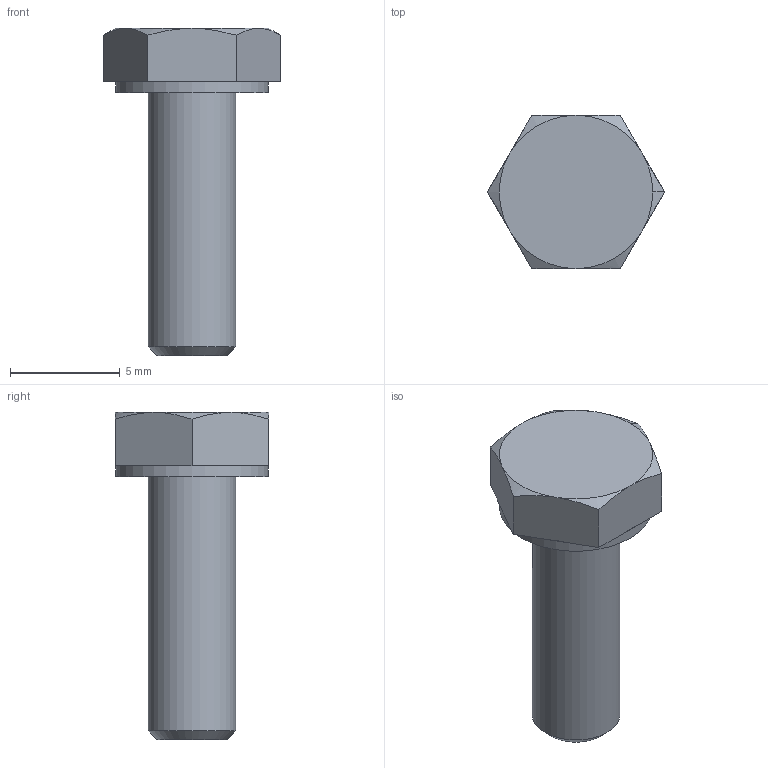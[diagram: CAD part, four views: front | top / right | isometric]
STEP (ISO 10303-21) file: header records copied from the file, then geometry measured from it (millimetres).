
FILE_DESCRIPTION(('FreeCAD Model'),'2;1');
FILE_NAME( 'hexagonal_head_bolt_M4x12.step', '2020-02-19T20:30:06',('Author'),(''), 'Open CASCADE STEP processor 7.3','FreeCAD','Unknown');
FILE_SCHEMA(('AUTOMOTIVE_DESIGN { 1 0 10303 214 1 1 1 1 }'));
Length unit declared in the file: millimetre
Products named in the file (1): VITE_TESTA_ESAGONALE
Bounding box: 8.08 x 7 x 14.93 mm (x, y, z)
Volume: 271.7 mm3; surface area: 300.3 mm2
Topology: 1 solids, 1 shells, 20 faces, 46 edges, 30 vertices
Faces by surface type: plane 10, cone 8, cylinder 2
Full cylindrical faces by diameter (mm): 4 x1, 6.98 x1
Entity records: 1376 total; most frequent: CARTESIAN_POINT 321, DIRECTION 168, ORIENTED_EDGE 92, PCURVE 92, DEFINITIONAL_REPRESENTATION 92, LINE 67, VECTOR 67, EDGE_CURVE 46
